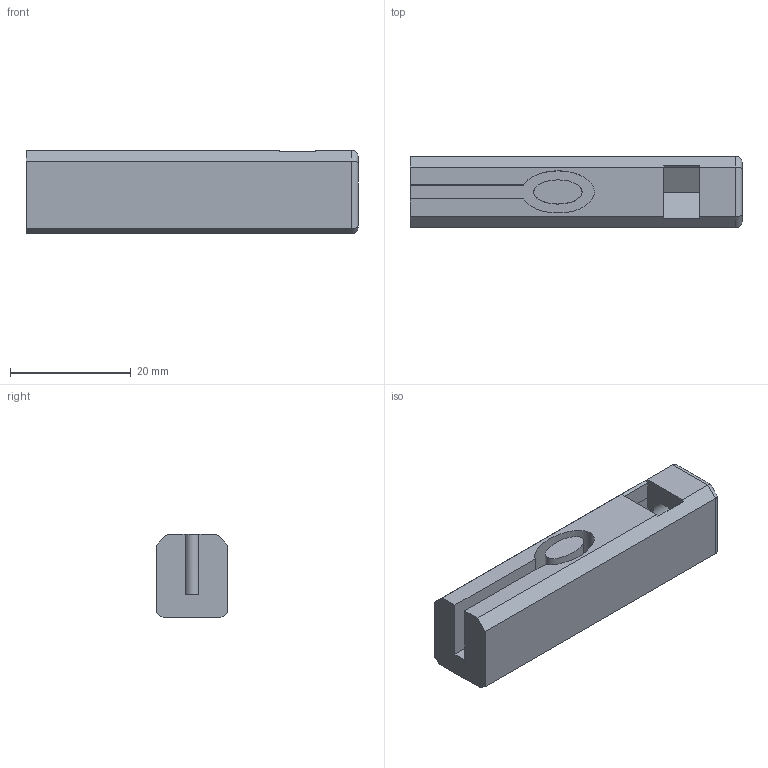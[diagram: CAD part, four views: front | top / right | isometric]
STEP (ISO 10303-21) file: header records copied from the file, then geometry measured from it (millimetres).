
FILE_DESCRIPTION(('FreeCAD Model'),'2;1');
FILE_NAME('Open CASCADE Shape Model','2022-02-13T15:05:25',('Author'),( ''),'Open CASCADE STEP processor 7.5','FreeCAD','Unknown');
FILE_SCHEMA(('AUTOMOTIVE_DESIGN { 1 0 10303 214 1 1 1 1 }'));
Length unit declared in the file: millimetre
Products named in the file (1): NEL Lower Belt Primo Mirrored FIX DIM
Bounding box: 55 x 11.85 x 13.8 mm (x, y, z)
Volume: 7297.6 mm3; surface area: 4093.9 mm2
Topology: 1 solids, 1 shells, 36 faces, 91 edges, 58 vertices
Faces by surface type: plane 25, cylinder 9, extrusion 2
Full cylindrical faces by diameter (mm): 5.5 x1
Entity records: 2847 total; most frequent: CARTESIAN_POINT 978, DIRECTION 341, VECTOR 238, LINE 236, ORIENTED_EDGE 182, PCURVE 182, DEFINITIONAL_REPRESENTATION 182, EDGE_CURVE 91
